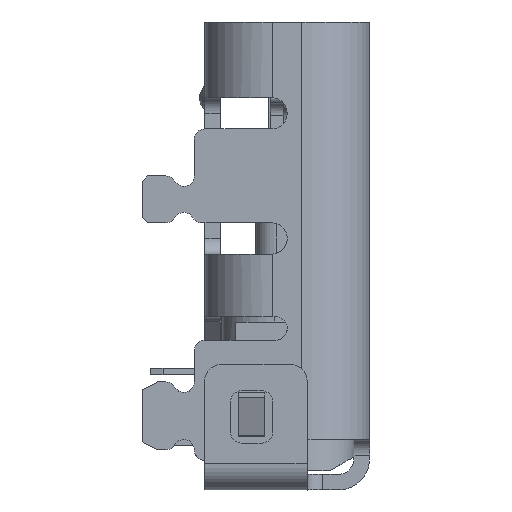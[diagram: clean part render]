
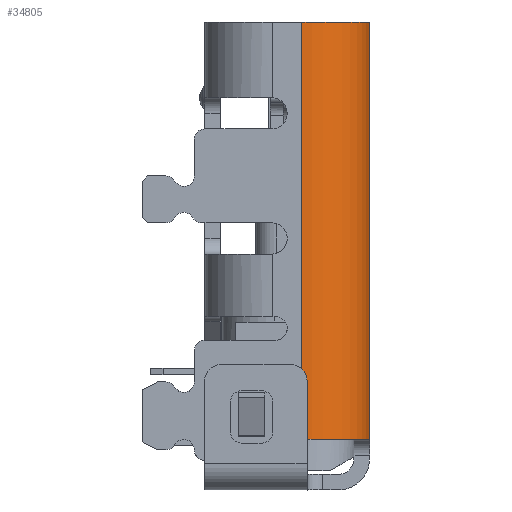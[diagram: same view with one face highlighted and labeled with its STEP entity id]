
A CAD part, left-side view. The second image highlights one B-rep face of the part: STEP entity #34805.
In plain terms, the highlighted cylindrical face has radius 1.3 mm (diameter 2.6 mm), a partial arc.
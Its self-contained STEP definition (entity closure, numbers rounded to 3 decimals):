
#4493=CARTESIAN_POINT('',(-3.175,-0.866,4.485));
#4494=DIRECTION('',(0.,0.,1.));
#4495=DIRECTION('',(-0.707,-0.707,0.));
#4496=AXIS2_PLACEMENT_3D('',#4493,#4494,#4495);
#4498=CARTESIAN_POINT('',(-3.175,-0.866,4.485));
#4499=DIRECTION('',(0.,0.,1.));
#4500=DIRECTION('',(-1.,0.,0.));
#4501=AXIS2_PLACEMENT_3D('',#4498,#4499,#4500);
#13192=CARTESIAN_POINT('',(-3.175,-0.866,-3.515));
#13193=DIRECTION('',(0.,0.,-1.));
#13194=DIRECTION('',(-0.707,-0.707,0.));
#13195=AXIS2_PLACEMENT_3D('',#13192,#13193,#13194);
#13197=CARTESIAN_POINT('',(-3.175,-0.866,-3.515));
#13198=DIRECTION('',(0.,0.,-1.));
#13199=DIRECTION('',(0.,-1.,0.));
#13200=AXIS2_PLACEMENT_3D('',#13197,#13198,#13199);
#13217=DIRECTION('',(0.,0.,1.));
#13218=VECTOR('',#13217,8.);
#13219=CARTESIAN_POINT('',(-3.175,-2.166,-3.515));
#13220=LINE('',#13219,#13218);
#13221=CARTESIAN_POINT('',(-4.475,-0.866,
4.485));
#13222=CARTESIAN_POINT('',(-4.475,-0.866,
3.596));
#13223=CARTESIAN_POINT('',(-4.475,-0.864,
1.818));
#13224=CARTESIAN_POINT('',(-4.475,-0.862,
-0.848));
#13225=CARTESIAN_POINT('',(-4.475,-0.86,
-2.626));
#13226=CARTESIAN_POINT('',(-4.475,-0.859,
-3.515));
#14967=CARTESIAN_POINT('',(-3.175,-2.166,4.485));
#14969=VERTEX_POINT('',#14967);
#14971=CARTESIAN_POINT('',(-3.175,-2.166,-3.515));
#14972=VERTEX_POINT('',#14971);
#15192=CARTESIAN_POINT('',(-4.475,-0.866,
4.485));
#15194=VERTEX_POINT('',#15192);
#15195=CARTESIAN_POINT('',(-4.094,-1.786,
4.485));
#15196=VERTEX_POINT('',#15195);
#15563=CARTESIAN_POINT('',(-4.094,-1.786,
-3.515));
#15564=CARTESIAN_POINT('',(-4.475,-0.859,
-3.515));
#15565=VERTEX_POINT('',#15563);
#15566=VERTEX_POINT('',#15564);
#34792=CARTESIAN_POINT('',(-3.175,-0.866,4.485));
#34793=DIRECTION('',(0.,0.,-1.));
#34794=DIRECTION('',(0.707,0.707,0.));
#34795=AXIS2_PLACEMENT_3D('',#34792,#34793,#34794);
#34796=CYLINDRICAL_SURFACE('',#34795,1.3);
#34797=ORIENTED_EDGE('',*,*,#24189,.T.);
#34798=ORIENTED_EDGE('',*,*,#25798,.F.);
#34799=ORIENTED_EDGE('',*,*,#34771,.T.);
#34800=ORIENTED_EDGE('',*,*,#34769,.T.);
#34801=ORIENTED_EDGE('',*,*,#24294,.F.);
#34802=ORIENTED_EDGE('',*,*,#24191,.T.);
#34803=EDGE_LOOP('',(#34797,#34798,#34799,#34800,#34801,#34802));
#34804=FACE_OUTER_BOUND('',#34803,.F.);
#34805=ADVANCED_FACE('',(#34804),#34796,.T.);
#4497=CIRCLE('',#4496,1.3);
#4502=CIRCLE('',#4501,1.3);
#13196=CIRCLE('',#13195,1.3);
#13201=CIRCLE('',#13200,1.3);
#13227=B_SPLINE_CURVE_WITH_KNOTS('',3,(#13221,#13222,#13223,#13224,#13225,
#13226),.UNSPECIFIED.,.F.,.F.,(4,1,1,4),(0.,0.333,
0.667,1.),.UNSPECIFIED.);
#24189=EDGE_CURVE('',#15196,#14969,#4497,.T.);
#24191=EDGE_CURVE('',#15194,#15196,#4502,.T.);
#24294=EDGE_CURVE('',#15194,#15566,#13227,.T.);
#25798=EDGE_CURVE('',#14972,#14969,#13220,.T.);
#34769=EDGE_CURVE('',#15565,#15566,#13196,.T.);
#34771=EDGE_CURVE('',#14972,#15565,#13201,.T.);
